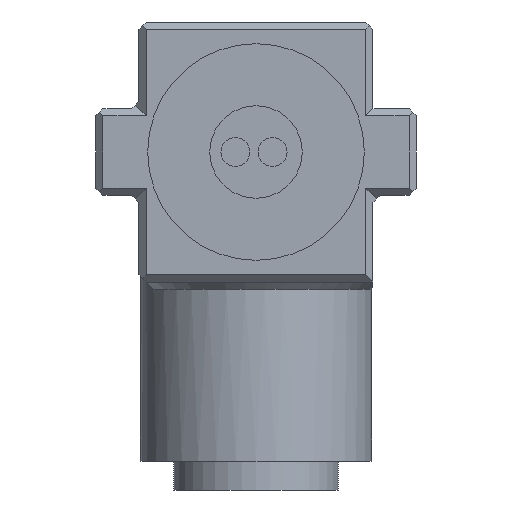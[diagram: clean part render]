
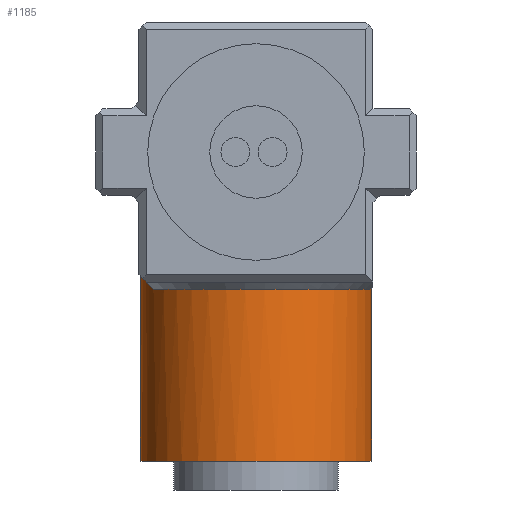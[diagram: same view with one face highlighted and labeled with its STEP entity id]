
A CAD part, front view. The second image highlights one B-rep face of the part: STEP entity #1185.
In plain terms, the highlighted cylindrical face has radius 4 mm (diameter 8 mm), a full revolution.
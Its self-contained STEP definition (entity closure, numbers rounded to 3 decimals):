
#21=ELLIPSE('',#1272,5.657,4.);
#22=CYLINDRICAL_SURFACE('',#1270,4.);
#38=CIRCLE('',#1271,4.);
#39=CIRCLE('',#1273,4.);
#134=ORIENTED_EDGE('',*,*,#460,.T.);
#135=ORIENTED_EDGE('',*,*,#461,.T.);
#136=ORIENTED_EDGE('',*,*,#462,.T.);
#460=EDGE_CURVE('',#622,#622,#38,.T.);
#461=EDGE_CURVE('',#623,#624,#21,.F.);
#462=EDGE_CURVE('',#624,#623,#39,.F.);
#622=VERTEX_POINT('',#1837);
#623=VERTEX_POINT('',#1839);
#624=VERTEX_POINT('',#1840);
#955=EDGE_LOOP('',(#134));
#956=EDGE_LOOP('',(#135,#136));
#1041=FACE_BOUND('',#955,.T.);
#1042=FACE_BOUND('',#956,.T.);
#1185=ADVANCED_FACE('',(#1041,#1042),#22,.T.);
#1270=AXIS2_PLACEMENT_3D('',#1835,#1453,#1454);
#1271=AXIS2_PLACEMENT_3D('',#1836,#1455,#1456);
#1272=AXIS2_PLACEMENT_3D('',#1838,#1457,#1458);
#1273=AXIS2_PLACEMENT_3D('',#1841,#1459,#1460);
#1453=DIRECTION('',(0.,0.,1.));
#1454=DIRECTION('',(1.,0.,0.));
#1455=DIRECTION('',(0.,0.,1.));
#1456=DIRECTION('',(1.,0.,0.));
#1457=DIRECTION('',(0.707,0.,0.707));
#1458=DIRECTION('',(-0.707,0.,0.707));
#1459=DIRECTION('',(0.,0.,1.));
#1460=DIRECTION('',(1.,0.,0.));
#1835=CARTESIAN_POINT('',(0.,5.5,-10.7));
#1836=CARTESIAN_POINT('',(0.,5.5,-10.7));
#1837=CARTESIAN_POINT('',(4.,5.5,-10.7));
#1838=CARTESIAN_POINT('',(0.,5.5,-8.3));
#1839=CARTESIAN_POINT('',(-3.55,3.657,-4.75));
#1840=CARTESIAN_POINT('',(-3.55,7.343,-4.75));
#1841=CARTESIAN_POINT('',(0.,5.5,-4.75));
